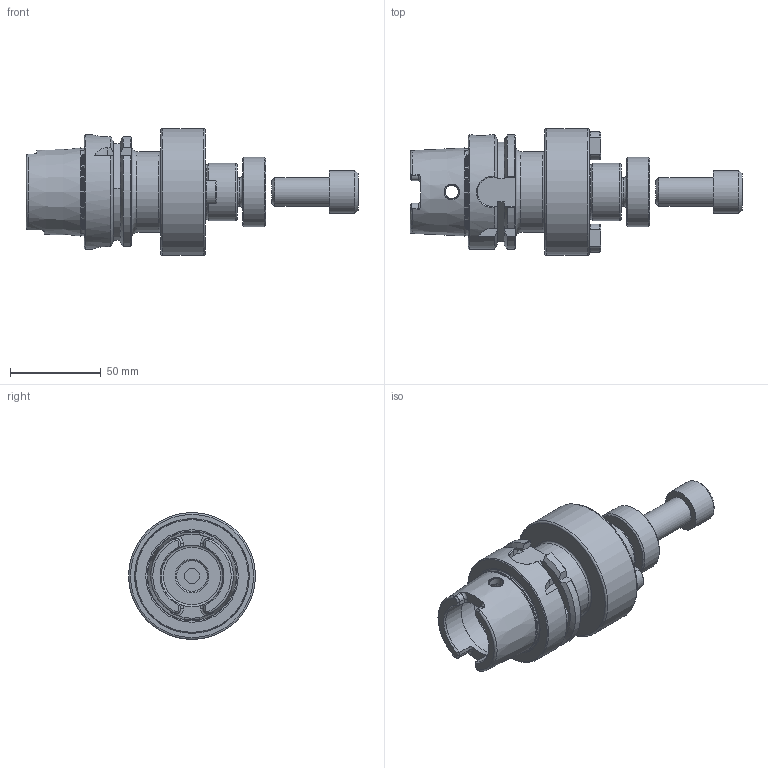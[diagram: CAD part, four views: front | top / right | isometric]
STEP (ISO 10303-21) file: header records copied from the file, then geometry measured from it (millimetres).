
FILE_DESCRIPTION((''),'2;1');
FILE_NAME('H63-12SM2.stp','2014-08-21T09:12:30',('kaykin'),(''),'Autodesk Inventor 2012','Autodesk Inventor 2012','');
FILE_SCHEMA(('AUTOMOTIVE_DESIGN { 1 0 10303 214 1 1 1 1 }'));
Length unit declared in the file: inch
Products named in the file (5): H63-12SM2; H63-12SM2-1; 12KY; 12LS; 028-193
Assembly tree (5 placements, depth 2):
  H63-12SM2
    H63-12SM2-1
    12KY  x2
    12LS
    028-193
Bounding box: 182.67 x 69.85 x 69.85 mm (x, y, z)
Volume: 236484 mm3; surface area: 51945.2 mm2
Topology: 5 solids, 5 shells, 226 faces, 541 edges, 340 vertices
Faces by surface type: plane 88, cylinder 57, cone 51, torus 19, bspline 11
Full cylindrical faces by diameter (mm): 4.826 x2, 7.5 x2, 7.925 x1, 8.4 x1, 10 x1, 11.938 x2, 12.179 x2, 12.687 x2, 12.827 x2, 14.351 x1, 15.748 x1, 15.875 x1, 16.764 x1, 16.916 x1, 19.016 x1, 23.622 x1, 30.216 x1, 31.74 x1, 34 x2, 38.1 x1, 40 x1, 44.45 x1, 48.041 x1, 63 x1, 69.85 x1
Entity records: 6451 total; most frequent: CARTESIAN_POINT 1976, DIRECTION 869, ORIENTED_EDGE 830, EDGE_CURVE 415, AXIS2_PLACEMENT_3D 363, EDGE_LOOP 297, VERTEX_POINT 296, FACE_OUTER_BOUND 208
